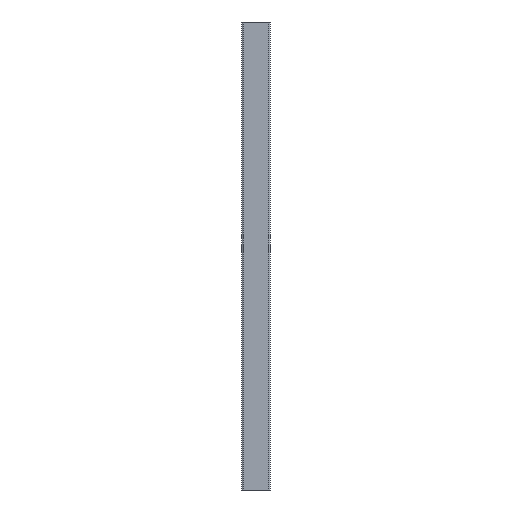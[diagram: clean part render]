
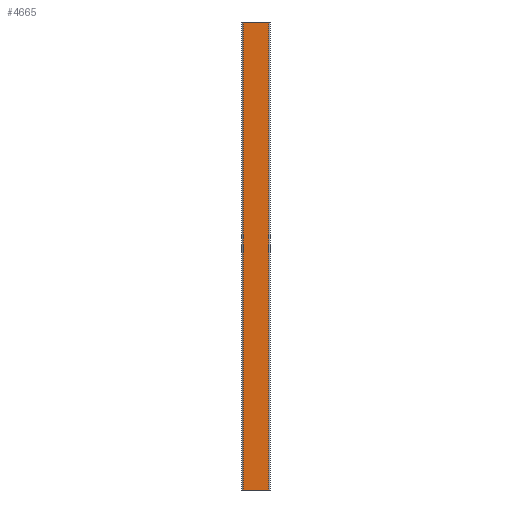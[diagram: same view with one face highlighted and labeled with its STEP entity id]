
A CAD part, front view. The second image highlights one B-rep face of the part: STEP entity #4665.
In plain terms, the highlighted planar face has unit normal (0, -1, 0).
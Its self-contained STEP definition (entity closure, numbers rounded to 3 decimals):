
#120=PLANE($,#5078);
#325=FACE_OUTER_BOUND($,#561,.T.);
#561=EDGE_LOOP($,(#3659,#3660,#3661,#3662));
#983=LINE($,#7647,#1447);
#984=LINE($,#7650,#1448);
#985=LINE($,#7652,#1449);
#986=LINE($,#7653,#1450);
#1447=VECTOR($,#6238,1000.);
#1448=VECTOR($,#6241,54.);
#1449=VECTOR($,#6242,54.);
#1450=VECTOR($,#6243,1000.);
#2151=VERTEX_POINT($,#7643);
#2152=VERTEX_POINT($,#7645);
#2153=VERTEX_POINT($,#7649);
#2154=VERTEX_POINT($,#7651);
#2789=EDGE_CURVE($,#2151,#2152,#983,.T.);
#2790=EDGE_CURVE($,#2153,#2151,#984,.T.);
#2791=EDGE_CURVE($,#2154,#2152,#985,.T.);
#2792=EDGE_CURVE($,#2153,#2154,#986,.T.);
#3659=ORIENTED_EDGE($,*,*,#2790,.T.);
#3660=ORIENTED_EDGE($,*,*,#2789,.T.);
#3661=ORIENTED_EDGE($,*,*,#2791,.F.);
#3662=ORIENTED_EDGE($,*,*,#2792,.F.);
#4665=ADVANCED_FACE($,(#325),#120,.T.);
#5078=AXIS2_PLACEMENT_3D($,#7648,#6239,#6240);
#6238=DIRECTION($,(0.,0.,1.));
#6239=DIRECTION('center_axis',(0.,-1.,0.));
#6240=DIRECTION('ref_axis',(1.,0.,0.));
#6241=DIRECTION($,(1.,0.,0.));
#6242=DIRECTION($,(1.,0.,0.));
#6243=DIRECTION($,(0.,0.,1.));
#7643=CARTESIAN_POINT('',(54.,0.,0.));
#7645=CARTESIAN_POINT('',(54.,0.,1000.));
#7647=CARTESIAN_POINT($,(54.,0.,0.));
#7648=CARTESIAN_POINT('Origin',(0.,0.,0.));
#7649=CARTESIAN_POINT('',(0.,0.,0.));
#7650=CARTESIAN_POINT($,(0.,0.,0.));
#7651=CARTESIAN_POINT('',(0.,0.,1000.));
#7652=CARTESIAN_POINT($,(0.,0.,1000.));
#7653=CARTESIAN_POINT($,(0.,0.,0.));
